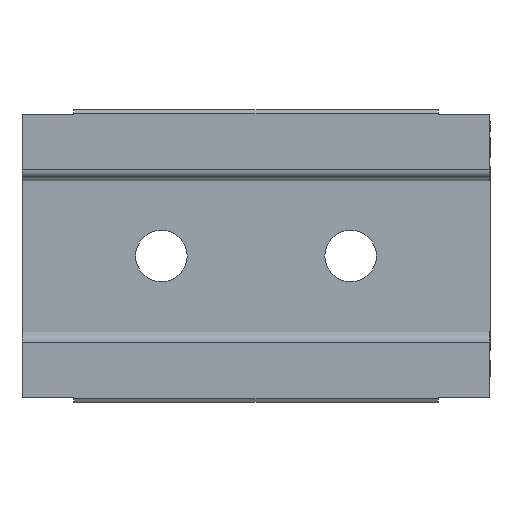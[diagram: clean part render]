
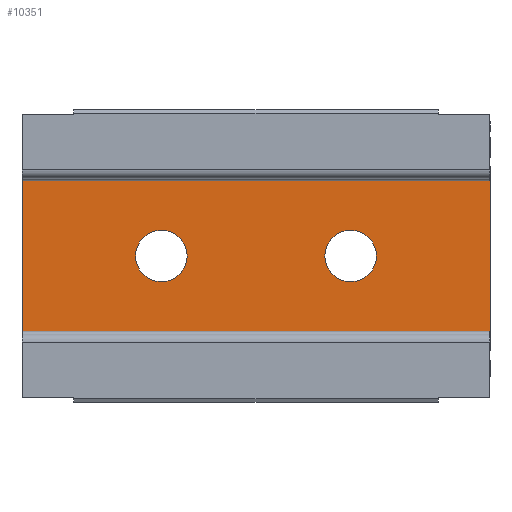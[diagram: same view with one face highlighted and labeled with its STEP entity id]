
A CAD part, front view. The second image highlights one B-rep face of the part: STEP entity #10351.
In plain terms, the highlighted planar face has unit normal (0, -1, 0).
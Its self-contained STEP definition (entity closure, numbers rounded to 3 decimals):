
#5027 = CIRCLE ( 'NONE', #16790, 1.5 ) ;
#5037 = CIRCLE ( 'NONE', #16792, 1.5 ) ;
#5063 = LINE ( 'NONE', #6924, #5088 ) ;
#5088 = VECTOR ( 'NONE', #6925, 1000. ) ;
#6452 = CARTESIAN_POINT ( 'NONE',  ( -55.5, 4., 0. ) ) ;
#6455 = DIRECTION ( 'NONE',  ( 0., -1., 0. ) ) ;
#6456 = DIRECTION ( 'NONE',  ( 0., 0., 1. ) ) ;
#6469 = CARTESIAN_POINT ( 'NONE',  ( -44.5, 4., 0. ) ) ;
#6472 = DIRECTION ( 'NONE',  ( 0., -1., 0. ) ) ;
#6473 = DIRECTION ( 'NONE',  ( 0., 0., 1. ) ) ;
#6924 = CARTESIAN_POINT ( 'NONE',  ( -63.6, 4., -5. ) ) ;
#6925 = DIRECTION ( 'NONE',  ( 0., 0., -1. ) ) ;
#8311 = VERTEX_POINT ( 'NONE', #15992 ) ;
#8312 = VERTEX_POINT ( 'NONE', #15993 ) ;
#8317 = VERTEX_POINT ( 'NONE', #15998 ) ;
#8318 = VERTEX_POINT ( 'NONE', #15999 ) ;
#8368 = VERTEX_POINT ( 'NONE', #16049 ) ;
#8369 = VERTEX_POINT ( 'NONE', #16050 ) ;
#8687 = VERTEX_POINT ( 'NONE', #16368 ) ;
#8689 = VERTEX_POINT ( 'NONE', #16370 ) ;
#10351 = ADVANCED_FACE ( 'NONE', ( #15447, #15446, #15454 ), #16932, .F. ) ;
#10602 = EDGE_CURVE ( 'NONE', #8318, #8317, #20244, .T. ) ;
#10603 = EDGE_CURVE ( 'NONE', #8368, #8687, #20243, .T. ) ;
#10604 = EDGE_CURVE ( 'NONE', #8312, #8311, #20248, .T. ) ;
#10605 = EDGE_CURVE ( 'NONE', #8689, #8369, #20247, .T. ) ;
#11842 = ORIENTED_EDGE ( 'NONE', *, *, #15008, .F. ) ;
#11843 = ORIENTED_EDGE ( 'NONE', *, *, #10602, .F. ) ;
#11844 = ORIENTED_EDGE ( 'NONE', *, *, #15001, .F. ) ;
#11845 = ORIENTED_EDGE ( 'NONE', *, *, #10604, .F. ) ;
#11846 = ORIENTED_EDGE ( 'NONE', *, *, #15058, .T. ) ;
#11847 = ORIENTED_EDGE ( 'NONE', *, *, #10603, .T. ) ;
#11848 = ORIENTED_EDGE ( 'NONE', *, *, #11996, .T. ) ;
#11849 = ORIENTED_EDGE ( 'NONE', *, *, #10605, .T. ) ;
#11996 = EDGE_CURVE ( 'NONE', #8687, #8689, #20420, .T. ) ;
#15001 = EDGE_CURVE ( 'NONE', #8311, #8312, #5027, .T. ) ;
#15008 = EDGE_CURVE ( 'NONE', #8317, #8318, #5037, .T. ) ;
#15058 = EDGE_CURVE ( 'NONE', #8369, #8368, #5063, .T. ) ;
#15286 = EDGE_LOOP ( 'NONE', ( #11844, #11845 ) ) ;
#15302 = EDGE_LOOP ( 'NONE', ( #11846, #11847, #11848, #11849 ) ) ;
#15303 = EDGE_LOOP ( 'NONE', ( #11842, #11843 ) ) ;
#15446 = FACE_BOUND ( 'NONE', #15286, .T. ) ;
#15447 = FACE_BOUND ( 'NONE', #15303, .T. ) ;
#15454 = FACE_OUTER_BOUND ( 'NONE', #15302, .T. ) ;
#15992 = CARTESIAN_POINT ( 'NONE',  ( -55.5, 4., 1.5 ) ) ;
#15993 = CARTESIAN_POINT ( 'NONE',  ( -55.5, 4., -1.5 ) ) ;
#15998 = CARTESIAN_POINT ( 'NONE',  ( -44.5, 4., 1.5 ) ) ;
#15999 = CARTESIAN_POINT ( 'NONE',  ( -44.5, 4., -1.5 ) ) ;
#16049 = CARTESIAN_POINT ( 'NONE',  ( -63.6, 4., -4.8 ) ) ;
#16050 = CARTESIAN_POINT ( 'NONE',  ( -63.6, 4., 4.8 ) ) ;
#16368 = CARTESIAN_POINT ( 'NONE',  ( -36.4, 4., -4.8 ) ) ;
#16370 = CARTESIAN_POINT ( 'NONE',  ( -36.4, 4., 4.8 ) ) ;
#16528 = AXIS2_PLACEMENT_3D ( 'NONE', #16933, #16934, #16935 ) ;
#16579 = AXIS2_PLACEMENT_3D ( 'NONE', #20007, #20008, #20009 ) ;
#16585 = AXIS2_PLACEMENT_3D ( 'NONE', #20002, #20003, #20004 ) ;
#16790 = AXIS2_PLACEMENT_3D ( 'NONE', #6452, #6455, #6456 ) ;
#16792 = AXIS2_PLACEMENT_3D ( 'NONE', #6469, #6472, #6473 ) ;
#16932 = PLANE ( 'NONE',  #16528 ) ;
#16933 = CARTESIAN_POINT ( 'NONE',  ( -46.5, 4., 0. ) ) ;
#16934 = DIRECTION ( 'NONE',  ( 0., 1., 0. ) ) ;
#16935 = DIRECTION ( 'NONE',  ( 0., 0., 1. ) ) ;
#19999 = CARTESIAN_POINT ( 'NONE',  ( -36.4, 4., -4.8 ) ) ;
#20002 = CARTESIAN_POINT ( 'NONE',  ( -44.5, 4., 0. ) ) ;
#20003 = DIRECTION ( 'NONE',  ( 0., -1., 0. ) ) ;
#20004 = DIRECTION ( 'NONE',  ( 0., 0., 1. ) ) ;
#20005 = CARTESIAN_POINT ( 'NONE',  ( -63.6, 4., 4.8 ) ) ;
#20006 = DIRECTION ( 'NONE',  ( 1., 0., 0. ) ) ;
#20007 = CARTESIAN_POINT ( 'NONE',  ( -55.5, 4., 0. ) ) ;
#20008 = DIRECTION ( 'NONE',  ( 0., -1., 0. ) ) ;
#20009 = DIRECTION ( 'NONE',  ( 0., 0., 1. ) ) ;
#20011 = DIRECTION ( 'NONE',  ( -1., 0., 0. ) ) ;
#20189 = VECTOR ( 'NONE', #20011, 1000. ) ;
#20231 = VECTOR ( 'NONE', #20006, 1000. ) ;
#20243 = LINE ( 'NONE', #19999, #20231 ) ;
#20244 = CIRCLE ( 'NONE', #16585, 1.5 ) ;
#20247 = LINE ( 'NONE', #20005, #20189 ) ;
#20248 = CIRCLE ( 'NONE', #16579, 1.5 ) ;
#20420 = LINE ( 'NONE', #21294, #20421 ) ;
#20421 = VECTOR ( 'NONE', #21295, 1000. ) ;
#21294 = CARTESIAN_POINT ( 'NONE',  ( -36.4, 4., -5. ) ) ;
#21295 = DIRECTION ( 'NONE',  ( 0., 0., 1. ) ) ;
